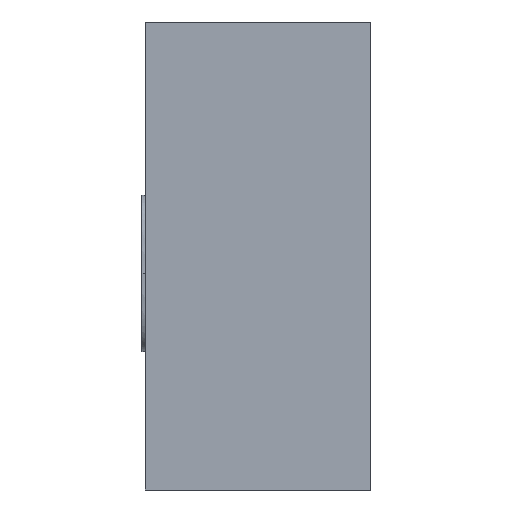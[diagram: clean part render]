
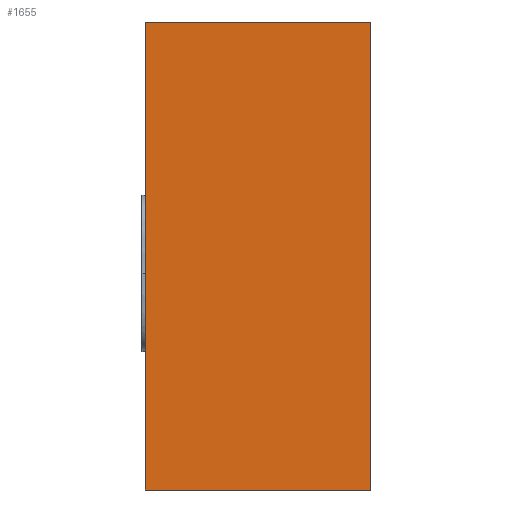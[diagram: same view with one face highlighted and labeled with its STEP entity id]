
A CAD part, left-side view. The second image highlights one B-rep face of the part: STEP entity #1655.
In plain terms, the highlighted planar face has unit normal (-1, 0, 0).
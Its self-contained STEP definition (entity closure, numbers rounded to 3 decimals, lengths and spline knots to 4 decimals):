
#227=PLANE('',#1760);
#268=FACE_OUTER_BOUND('',#365,.T.);
#365=EDGE_LOOP('',(#1183,#1184,#1185,#1186));
#481=LINE('',#2089,#614);
#483=LINE('',#2093,#616);
#484=LINE('',#2095,#617);
#485=LINE('',#2096,#618);
#614=VECTOR('',#1845,1.25);
#616=VECTOR('',#1849,0.6011);
#617=VECTOR('',#1850,0.6011);
#618=VECTOR('',#1851,1.25);
#748=VERTEX_POINT('',#2086);
#749=VERTEX_POINT('',#2088);
#750=VERTEX_POINT('',#2092);
#751=VERTEX_POINT('',#2094);
#921=EDGE_CURVE('',#749,#748,#481,.T.);
#923=EDGE_CURVE('',#749,#750,#483,.T.);
#924=EDGE_CURVE('',#751,#748,#484,.T.);
#925=EDGE_CURVE('',#750,#751,#485,.T.);
#1183=ORIENTED_EDGE('',*,*,#923,.F.);
#1184=ORIENTED_EDGE('',*,*,#921,.T.);
#1185=ORIENTED_EDGE('',*,*,#924,.F.);
#1186=ORIENTED_EDGE('',*,*,#925,.F.);
#1655=ADVANCED_FACE('',(#268),#227,.T.);
#1760=AXIS2_PLACEMENT_3D('',#2091,#1847,#1848);
#1845=DIRECTION('',(0.,0.,-1.));
#1847=DIRECTION('center_axis',(-1.,0.,0.));
#1848=DIRECTION('ref_axis',(0.,1.,0.));
#1849=DIRECTION('',(0.,-1.,0.));
#1850=DIRECTION('',(0.,1.,0.));
#1851=DIRECTION('',(0.,0.,-1.));
#2086=CARTESIAN_POINT('',(0.,0.6011,-1.25));
#2088=CARTESIAN_POINT('',(0.,0.6011,0.));
#2089=CARTESIAN_POINT('',(0.,0.6011,0.));
#2091=CARTESIAN_POINT('Origin',(0.,0.,0.));
#2092=CARTESIAN_POINT('',(0.,0.,0.));
#2093=CARTESIAN_POINT('',(0.,0.6011,0.));
#2094=CARTESIAN_POINT('',(0.,0.,-1.25));
#2095=CARTESIAN_POINT('',(0.,0.6011,-1.25));
#2096=CARTESIAN_POINT('',(0.,0.,0.));
